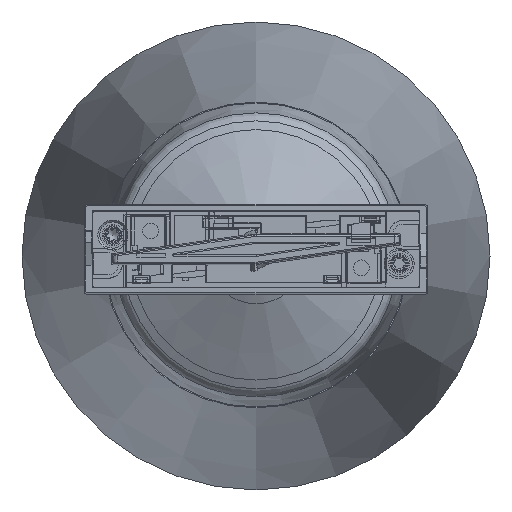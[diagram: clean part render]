
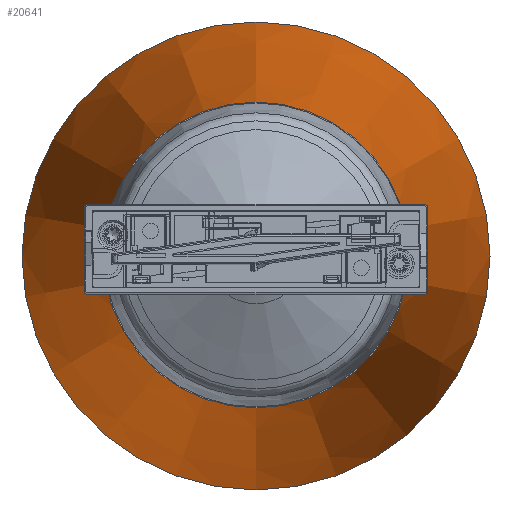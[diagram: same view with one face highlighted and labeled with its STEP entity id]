
A CAD part, top view. The second image highlights one B-rep face of the part: STEP entity #20641.
In plain terms, the highlighted conical face has half-angle 7.997 degrees and reference radius 40.55 mm.
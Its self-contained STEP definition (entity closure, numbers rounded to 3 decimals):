
#90=CONICAL_SURFACE('',#21989,40.55,0.14);
#784=CIRCLE('',#21987,49.05);
#786=CIRCLE('',#21990,32.05);
#1821=FACE_OUTER_BOUND('',#2898,.T.);
#2898=EDGE_LOOP('',(#16184,#16185,#16186,#16187));
#4811=LINE('',#32711,#6973);
#6973=VECTOR('',#26017,40.55);
#8799=VERTEX_POINT('',#32705);
#8801=VERTEX_POINT('',#32710);
#11371=EDGE_CURVE('',#8799,#8799,#784,.T.);
#11373=EDGE_CURVE('',#8799,#8801,#4811,.T.);
#11374=EDGE_CURVE('',#8801,#8801,#786,.T.);
#16184=ORIENTED_EDGE('',*,*,#11371,.T.);
#16185=ORIENTED_EDGE('',*,*,#11373,.T.);
#16186=ORIENTED_EDGE('',*,*,#11374,.F.);
#16187=ORIENTED_EDGE('',*,*,#11373,.F.);
#20641=ADVANCED_FACE('',(#1821),#90,.T.);
#21987=AXIS2_PLACEMENT_3D('',#32706,#26011,#26012);
#21989=AXIS2_PLACEMENT_3D('',#32709,#26015,#26016);
#21990=AXIS2_PLACEMENT_3D('',#32712,#26018,#26019);
#26011=DIRECTION('center_axis',(0.,0.,1.));
#26012=DIRECTION('ref_axis',(0.,-1.,0.));
#26015=DIRECTION('center_axis',(0.,0.,-1.));
#26016=DIRECTION('ref_axis',(0.,-1.,0.));
#26017=DIRECTION('',(0.,-0.139,0.99));
#26018=DIRECTION('center_axis',(0.,0.,1.));
#26019=DIRECTION('ref_axis',(0.,-1.,0.));
#32705=CARTESIAN_POINT('',(-4.772,47.192,-386.086));
#32706=CARTESIAN_POINT('Origin',(-4.772,-1.858,-386.086));
#32709=CARTESIAN_POINT('Origin',(-4.772,-1.858,-325.586));
#32710=CARTESIAN_POINT('',(-4.772,30.192,-265.086));
#32711=CARTESIAN_POINT('',(-4.772,38.692,-325.586));
#32712=CARTESIAN_POINT('Origin',(-4.772,-1.858,-265.086));
